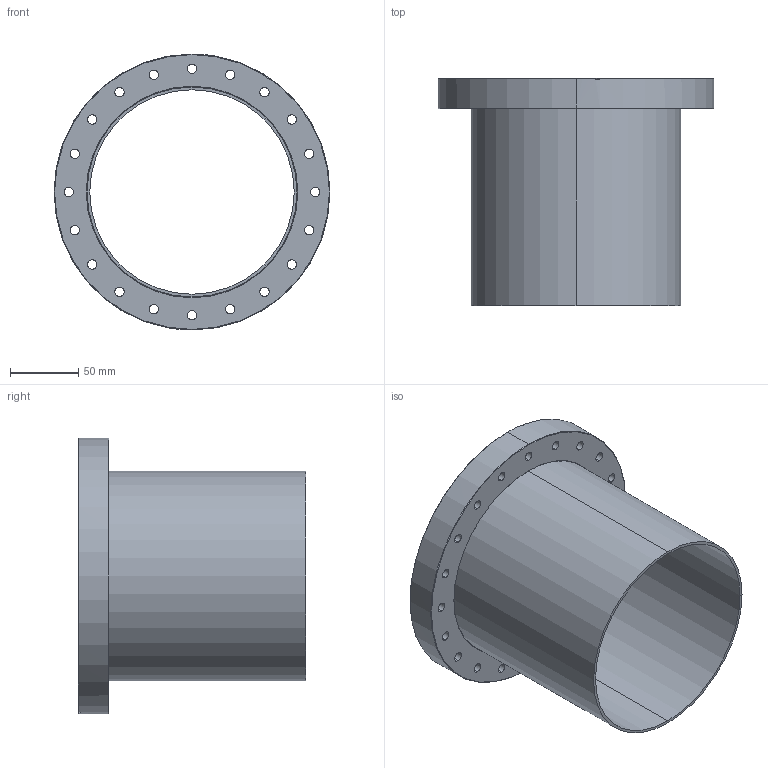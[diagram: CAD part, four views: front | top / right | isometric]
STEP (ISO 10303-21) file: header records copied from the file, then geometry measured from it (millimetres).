
FILE_DESCRIPTION (( 'STEP AP214' ), '1' );
FILE_NAME ('Hositrad_FO150-154T-HalfNipple.STEP', '2014-08-18T09:14:04', ( '' ), ( '' ), 'SwSTEP 2.0', 'SolidWorks 2014', '' );
FILE_SCHEMA (( 'AUTOMOTIVE_DESIGN' ));
Length unit declared in the file: millimetre
Products named in the file (3): Tube 154-All_Tube 154 L=166,7-12,7; NW150CF-Weld-Tapped_CF150-154-T; Hositrad_FO150-154T-HalfNipple
Assembly tree (2 placements, depth 2):
  Hositrad_FO150-154T-HalfNipple
    NW150CF-Weld-Tapped_CF150-154-T
    Tube 154-All_Tube 154 L=166,7-12,7
Bounding box: 202.4 x 166.7 x 202.4 mm (x, y, z)
Volume: 434860.7 mm3; surface area: 210588.4 mm2
Topology: 2 solids, 2 shells, 78 faces, 208 edges, 135 vertices
Faces by surface type: cylinder 52, cone 13, plane 13
Entity records: 3131 total; most frequent: DIRECTION 495, CARTESIAN_POINT 438, ORIENTED_EDGE 416, AXIS2_PLACEMENT_3D 208, EDGE_CURVE 208, VERTEX_POINT 135, CIRCLE 125, EDGE_LOOP 123
